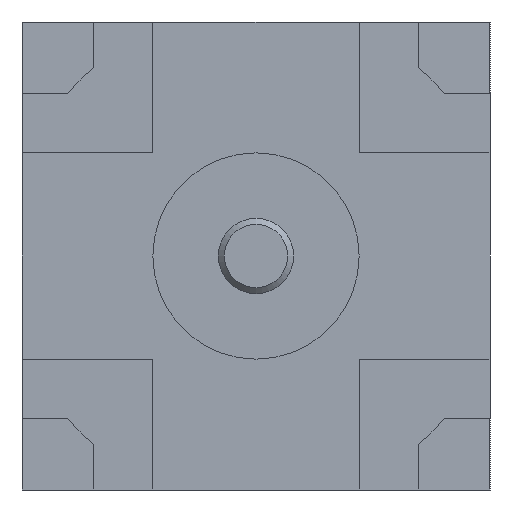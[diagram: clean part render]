
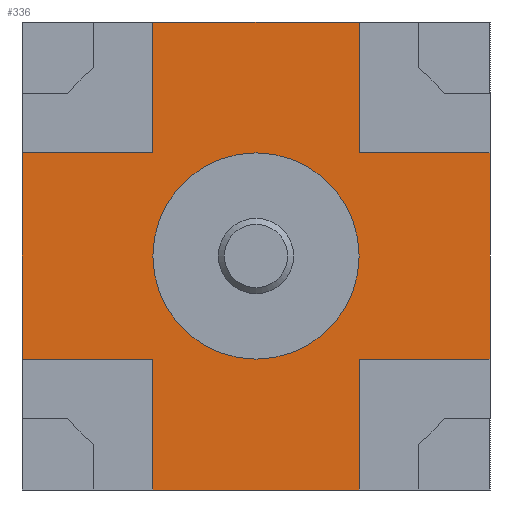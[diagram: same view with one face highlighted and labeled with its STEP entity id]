
A CAD part, left-side view. The second image highlights one B-rep face of the part: STEP entity #336.
In plain terms, the highlighted planar face has unit normal (-1, 0, 0).
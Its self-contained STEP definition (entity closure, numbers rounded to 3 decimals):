
#336 = ADVANCED_FACE( '', ( #705, #706 ), #707, .T. );
#705 = FACE_OUTER_BOUND( '', #1258, .T. );
#706 = FACE_BOUND( '', #1259, .T. );
#707 = PLANE( '', #1260 );
#1258 = EDGE_LOOP( '', ( #2169, #2170, #2171, #2172, #2173, #2174, #2175, #2176, #2177, #2178, #2179, #2180 ) );
#1259 = EDGE_LOOP( '', ( #2181 ) );
#1260 = AXIS2_PLACEMENT_3D( '', #2182, #2183, #2184 );
#2169 = ORIENTED_EDGE( '', *, *, #2708, .T. );
#2170 = ORIENTED_EDGE( '', *, *, #2721, .T. );
#2171 = ORIENTED_EDGE( '', *, *, #2422, .T. );
#2172 = ORIENTED_EDGE( '', *, *, #2781, .F. );
#2173 = ORIENTED_EDGE( '', *, *, #2514, .F. );
#2174 = ORIENTED_EDGE( '', *, *, #2519, .T. );
#2175 = ORIENTED_EDGE( '', *, *, #2782, .T. );
#2176 = ORIENTED_EDGE( '', *, *, #2537, .T. );
#2177 = ORIENTED_EDGE( '', *, *, #2410, .T. );
#2178 = ORIENTED_EDGE( '', *, *, #2783, .F. );
#2179 = ORIENTED_EDGE( '', *, *, #2532, .F. );
#2180 = ORIENTED_EDGE( '', *, *, #2717, .T. );
#2181 = ORIENTED_EDGE( '', *, *, #2396, .F. );
#2182 = CARTESIAN_POINT( '', ( 0., 0., 0. ) );
#2183 = DIRECTION( '', ( -1., 0., 0. ) );
#2184 = DIRECTION( '', ( 0., -1., 0. ) );
#2396 = EDGE_CURVE( '', #2817, #2817, #2818, .T. );
#2410 = EDGE_CURVE( '', #2842, #2843, #2844, .T. );
#2422 = EDGE_CURVE( '', #2864, #2865, #2866, .T. );
#2514 = EDGE_CURVE( '', #3026, #3027, #3028, .T. );
#2519 = EDGE_CURVE( '', #3026, #3035, #3036, .T. );
#2532 = EDGE_CURVE( '', #3054, #3055, #3056, .T. );
#2537 = EDGE_CURVE( '', #3063, #2842, #3064, .T. );
#2708 = EDGE_CURVE( '', #3312, #3313, #3314, .T. );
#2717 = EDGE_CURVE( '', #3054, #3312, #3326, .T. );
#2721 = EDGE_CURVE( '', #3313, #2864, #3330, .T. );
#2781 = EDGE_CURVE( '', #3027, #2865, #3405, .T. );
#2782 = EDGE_CURVE( '', #3035, #3063, #3406, .T. );
#2783 = EDGE_CURVE( '', #3055, #2843, #3407, .T. );
#2817 = VERTEX_POINT( '', #3441 );
#2818 = CIRCLE( '', #3442, 1.321 );
#2842 = VERTEX_POINT( '', #3476 );
#2843 = VERTEX_POINT( '', #3477 );
#2844 = LINE( '', #3478, #3479 );
#2864 = VERTEX_POINT( '', #3509 );
#2865 = VERTEX_POINT( '', #3510 );
#2866 = LINE( '', #3511, #3512 );
#3026 = VERTEX_POINT( '', #3786 );
#3027 = VERTEX_POINT( '', #3787 );
#3028 = LINE( '', #3788, #3789 );
#3035 = VERTEX_POINT( '', #3799 );
#3036 = LINE( '', #3800, #3801 );
#3054 = VERTEX_POINT( '', #3828 );
#3055 = VERTEX_POINT( '', #3829 );
#3056 = LINE( '', #3830, #3831 );
#3063 = VERTEX_POINT( '', #3841 );
#3064 = LINE( '', #3842, #3843 );
#3312 = VERTEX_POINT( '', #4272 );
#3313 = VERTEX_POINT( '', #4273 );
#3314 = LINE( '', #4274, #4275 );
#3326 = LINE( '', #4290, #4291 );
#3330 = LINE( '', #4297, #4298 );
#3405 = LINE( '', #4431, #4432 );
#3406 = LINE( '', #4433, #4434 );
#3407 = LINE( '', #4435, #4436 );
#3441 = CARTESIAN_POINT( '', ( 0., 0., 1.321 ) );
#3442 = AXIS2_PLACEMENT_3D( '', #4472, #4473, #4474 );
#3476 = CARTESIAN_POINT( '', ( 0., 2.997, 1.321 ) );
#3477 = CARTESIAN_POINT( '', ( 0., 2.997, -1.321 ) );
#3478 = CARTESIAN_POINT( '', ( 0., 2.997, 2.997 ) );
#3479 = VECTOR( '', #4491, 1000. );
#3509 = CARTESIAN_POINT( '', ( 0., -2.997, -1.321 ) );
#3510 = CARTESIAN_POINT( '', ( 0., -2.997, 1.321 ) );
#3511 = CARTESIAN_POINT( '', ( 0., -2.997, -2.997 ) );
#3512 = VECTOR( '', #4502, 1000. );
#3786 = CARTESIAN_POINT( '', ( 0., -1.321, 2.997 ) );
#3787 = CARTESIAN_POINT( '', ( 0., -1.321, 1.321 ) );
#3788 = CARTESIAN_POINT( '', ( 0., -1.321, 2.997 ) );
#3789 = VECTOR( '', #4604, 1000. );
#3799 = CARTESIAN_POINT( '', ( 0., 1.321, 2.997 ) );
#3800 = CARTESIAN_POINT( '', ( 0., -2.997, 2.997 ) );
#3801 = VECTOR( '', #4608, 1000. );
#3828 = CARTESIAN_POINT( '', ( 0., 1.321, -2.997 ) );
#3829 = CARTESIAN_POINT( '', ( 0., 1.321, -1.321 ) );
#3830 = CARTESIAN_POINT( '', ( 0., 1.321, -2.997 ) );
#3831 = VECTOR( '', #4621, 1000. );
#3841 = CARTESIAN_POINT( '', ( 0., 1.321, 1.321 ) );
#3842 = CARTESIAN_POINT( '', ( 0., 1.321, 1.321 ) );
#3843 = VECTOR( '', #4625, 1000. );
#4272 = CARTESIAN_POINT( '', ( 0., -1.321, -2.997 ) );
#4273 = CARTESIAN_POINT( '', ( 0., -1.321, -1.321 ) );
#4274 = CARTESIAN_POINT( '', ( 0., -1.321, -2.997 ) );
#4275 = VECTOR( '', #4819, 1000. );
#4290 = CARTESIAN_POINT( '', ( 0., 2.997, -2.997 ) );
#4291 = VECTOR( '', #4829, 1000. );
#4297 = CARTESIAN_POINT( '', ( 0., -1.321, -1.321 ) );
#4298 = VECTOR( '', #4832, 1000. );
#4431 = CARTESIAN_POINT( '', ( 0., -1.321, 1.321 ) );
#4432 = VECTOR( '', #4887, 1000. );
#4433 = CARTESIAN_POINT( '', ( 0., 1.321, 2.997 ) );
#4434 = VECTOR( '', #4888, 1000. );
#4435 = CARTESIAN_POINT( '', ( 0., 1.321, -1.321 ) );
#4436 = VECTOR( '', #4889, 1000. );
#4472 = CARTESIAN_POINT( '', ( 0., 0., 0. ) );
#4473 = DIRECTION( '', ( -1., 0., 0. ) );
#4474 = DIRECTION( '', ( 0., 0., 1. ) );
#4491 = DIRECTION( '', ( 0., 0., -1. ) );
#4502 = DIRECTION( '', ( 0., 0., 1. ) );
#4604 = DIRECTION( '', ( 0., 0., -1. ) );
#4608 = DIRECTION( '', ( 0., 1., 0. ) );
#4621 = DIRECTION( '', ( 0., 0., 1. ) );
#4625 = DIRECTION( '', ( 0., 1., 0. ) );
#4819 = DIRECTION( '', ( 0., 0., 1. ) );
#4829 = DIRECTION( '', ( 0., -1., 0. ) );
#4832 = DIRECTION( '', ( 0., -1., 0. ) );
#4887 = DIRECTION( '', ( 0., -1., 0. ) );
#4888 = DIRECTION( '', ( 0., 0., -1. ) );
#4889 = DIRECTION( '', ( 0., 1., 0. ) );
